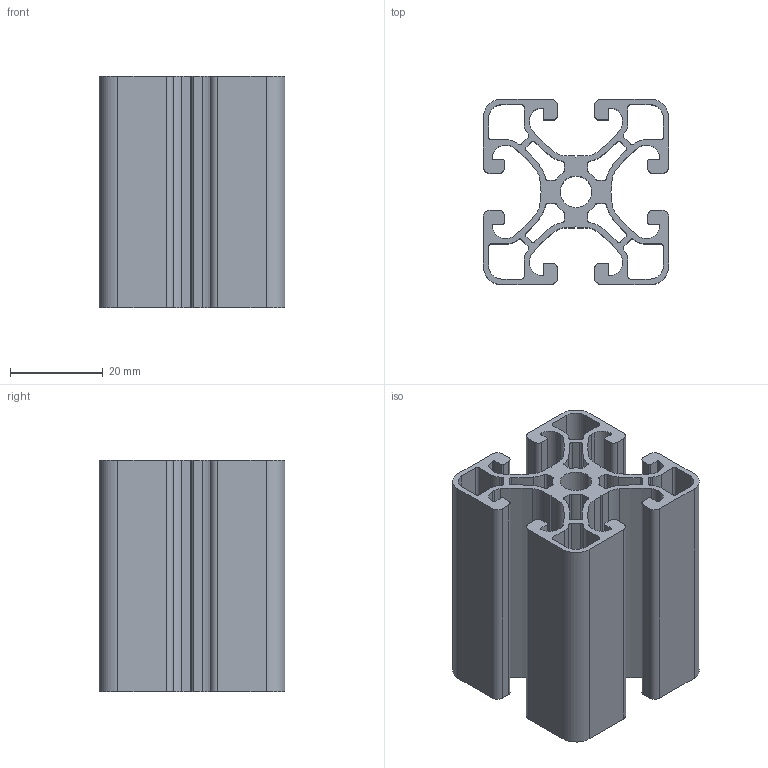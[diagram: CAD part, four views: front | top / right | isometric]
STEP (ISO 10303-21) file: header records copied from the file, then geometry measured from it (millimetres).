
FILE_DESCRIPTION (( 'STEP AP214' ), '1' );
FILE_NAME ('BASE08E0113-Profilé 8 40x40 E.step', '2023-03-24T09:41:32', ( 'Altae' ), ( '' ), 'SwSTEP 2.0', 'SolidWorks 2021', '' );
FILE_SCHEMA (( 'AUTOMOTIVE_DESIGN' ));
Length unit declared in the file: millimetre
Products named in the file (1): BASE08E0113-Profilé 8 40x40 E
Bounding box: 40 x 40 x 50 mm (x, y, z)
Volume: 25558.4 mm3; surface area: 30195 mm2
Topology: 1 solids, 1 shells, 252 faces, 750 edges, 500 vertices
Faces by surface type: cylinder 146, plane 106
Entity records: 8636 total; most frequent: DIRECTION 1548, CARTESIAN_POINT 1503, ORIENTED_EDGE 1500, EDGE_CURVE 750, AXIS2_PLACEMENT_3D 545, VERTEX_POINT 500, VECTOR 458, LINE 458
